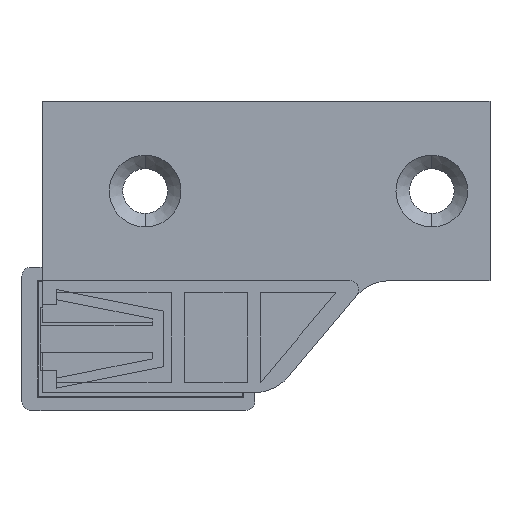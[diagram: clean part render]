
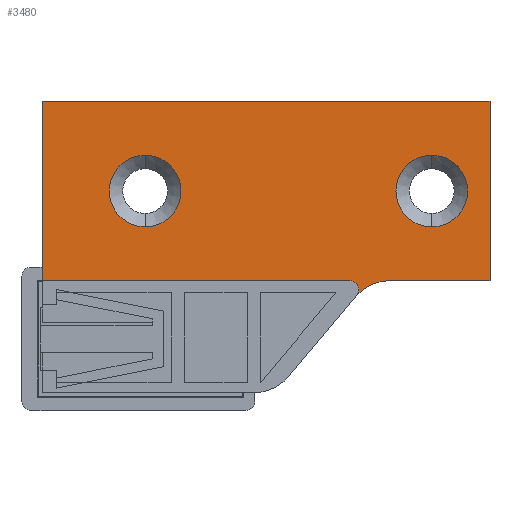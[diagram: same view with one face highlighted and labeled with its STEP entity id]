
A CAD part, left-side view. The second image highlights one B-rep face of the part: STEP entity #3480.
In plain terms, the highlighted face is planar.
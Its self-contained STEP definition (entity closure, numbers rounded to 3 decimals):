
#17 = EDGE_CURVE ( 'NONE', #1530, #3074, #4241, .T. ) ;
#42 = CARTESIAN_POINT ( 'NONE',  ( 25., -38.83, -1.75 ) ) ;
#63 = DIRECTION ( 'NONE',  ( 0., 0., 1. ) ) ;
#99 = AXIS2_PLACEMENT_3D ( 'NONE', #1683, #3970, #3620 ) ;
#105 = EDGE_CURVE ( 'NONE', #2363, #187, #3549, .T. ) ;
#125 = CARTESIAN_POINT ( 'NONE',  ( 0., -50., -1.75 ) ) ;
#187 = VERTEX_POINT ( 'NONE', #1442 ) ;
#224 = LINE ( 'NONE', #3448, #1684 ) ;
#234 = CARTESIAN_POINT ( 'NONE',  ( 14., -11.5, -1.75 ) ) ;
#238 = ORIENTED_EDGE ( 'NONE', *, *, #105, .T. ) ;
#276 = DIRECTION ( 'NONE',  ( 1., 0., 0. ) ) ;
#292 = DIRECTION ( 'NONE',  ( 1., 0., 0. ) ) ;
#350 = VECTOR ( 'NONE', #2892, 1000. ) ;
#391 = AXIS2_PLACEMENT_3D ( 'NONE', #2350, #3669, #4134 ) ;
#397 = AXIS2_PLACEMENT_3D ( 'NONE', #1067, #2378, #3380 ) ;
#413 = VERTEX_POINT ( 'NONE', #3017 ) ;
#414 = CARTESIAN_POINT ( 'NONE',  ( 0., 0., -1.75 ) ) ;
#461 = DIRECTION ( 'NONE',  ( -0.766, -0.643, 0. ) ) ;
#573 = LINE ( 'NONE', #3219, #350 ) ;
#583 = AXIS2_PLACEMENT_3D ( 'NONE', #125, #63, #823 ) ;
#634 = ORIENTED_EDGE ( 'NONE', *, *, #2508, .T. ) ;
#649 = AXIS2_PLACEMENT_3D ( 'NONE', #1360, #2999, #3298 ) ;
#738 = EDGE_CURVE ( 'NONE', #413, #3074, #573, .T. ) ;
#742 = CARTESIAN_POINT ( 'NONE',  ( 0., 0., -1.75 ) ) ;
#818 = CARTESIAN_POINT ( 'NONE',  ( 0., -50., -1.75 ) ) ;
#823 = DIRECTION ( 'NONE',  ( 1., 0., 0. ) ) ;
#825 = ORIENTED_EDGE ( 'NONE', *, *, #3287, .T. ) ;
#833 = ORIENTED_EDGE ( 'NONE', *, *, #1893, .F. ) ;
#890 = EDGE_CURVE ( 'NONE', #4130, #3518, #2241, .T. ) ;
#926 = VECTOR ( 'NONE', #3342, 1000. ) ;
#996 = CIRCLE ( 'NONE', #3965, 1. ) ;
#1067 = CARTESIAN_POINT ( 'NONE',  ( 10., -43.5, -1.75 ) ) ;
#1100 = FACE_BOUND ( 'NONE', #3439, .T. ) ;
#1120 = FACE_BOUND ( 'NONE', #1250, .T. ) ;
#1214 = ORIENTED_EDGE ( 'NONE', *, *, #2000, .T. ) ;
#1243 = DIRECTION ( 'NONE',  ( 0., 1., 0. ) ) ;
#1250 = EDGE_LOOP ( 'NONE', ( #825, #2919 ) ) ;
#1285 = ORIENTED_EDGE ( 'NONE', *, *, #1789, .F. ) ;
#1360 = CARTESIAN_POINT ( 'NONE',  ( 10., -11.5, -1.75 ) ) ;
#1442 = CARTESIAN_POINT ( 'NONE',  ( 6., -11.5, -1.75 ) ) ;
#1456 = ORIENTED_EDGE ( 'NONE', *, *, #3629, .F. ) ;
#1470 = VERTEX_POINT ( 'NONE', #3689 ) ;
#1486 = VERTEX_POINT ( 'NONE', #742 ) ;
#1530 = VERTEX_POINT ( 'NONE', #4177 ) ;
#1535 = ORIENTED_EDGE ( 'NONE', *, *, #3720, .F. ) ;
#1657 = EDGE_LOOP ( 'NONE', ( #1456, #1214, #833, #3555, #3451, #1535, #634, #1285 ) ) ;
#1683 = CARTESIAN_POINT ( 'NONE',  ( 10., -43.5, -1.75 ) ) ;
#1684 = VECTOR ( 'NONE', #1243, 1000. ) ;
#1789 = EDGE_CURVE ( 'NONE', #3220, #1486, #3041, .T. ) ;
#1840 = CARTESIAN_POINT ( 'NONE',  ( 14., -43.5, -1.75 ) ) ;
#1893 = EDGE_CURVE ( 'NONE', #1530, #1470, #1993, .T. ) ;
#1897 = CARTESIAN_POINT ( 'NONE',  ( 20., 0., -1.75 ) ) ;
#1993 = LINE ( 'NONE', #2015, #3893 ) ;
#2000 = EDGE_CURVE ( 'NONE', #4220, #1470, #996, .T. ) ;
#2015 = CARTESIAN_POINT ( 'NONE',  ( 1.625, -51.935, -1.75 ) ) ;
#2039 = AXIS2_PLACEMENT_3D ( 'NONE', #42, #2610, #276 ) ;
#2045 = DIRECTION ( 'NONE',  ( 0., 0., 1. ) ) ;
#2122 = DIRECTION ( 'NONE',  ( 0., 1., 0. ) ) ;
#2241 = CIRCLE ( 'NONE', #397, 4. ) ;
#2350 = CARTESIAN_POINT ( 'NONE',  ( 10., -11.5, -1.75 ) ) ;
#2363 = VERTEX_POINT ( 'NONE', #234 ) ;
#2378 = DIRECTION ( 'NONE',  ( 0., 0., 1. ) ) ;
#2481 = CARTESIAN_POINT ( 'NONE',  ( 20., -38.83, -1.75 ) ) ;
#2492 = CARTESIAN_POINT ( 'NONE',  ( 0., -50., -1.75 ) ) ;
#2505 = CIRCLE ( 'NONE', #649, 4. ) ;
#2508 = EDGE_CURVE ( 'NONE', #3609, #1486, #2834, .T. ) ;
#2610 = DIRECTION ( 'NONE',  ( 0., 0., 1. ) ) ;
#2630 = ORIENTED_EDGE ( 'NONE', *, *, #3311, .T. ) ;
#2741 = PLANE ( 'NONE',  #583 ) ;
#2834 = LINE ( 'NONE', #818, #3708 ) ;
#2892 = DIRECTION ( 'NONE',  ( 0., 1., 0. ) ) ;
#2897 = LINE ( 'NONE', #3899, #4027 ) ;
#2919 = ORIENTED_EDGE ( 'NONE', *, *, #890, .T. ) ;
#2999 = DIRECTION ( 'NONE',  ( 0., 0., 1. ) ) ;
#3017 = CARTESIAN_POINT ( 'NONE',  ( 20., -50., -1.75 ) ) ;
#3041 = LINE ( 'NONE', #414, #926 ) ;
#3074 = VERTEX_POINT ( 'NONE', #2481 ) ;
#3219 = CARTESIAN_POINT ( 'NONE',  ( 20., -50., -1.75 ) ) ;
#3220 = VERTEX_POINT ( 'NONE', #1897 ) ;
#3287 = EDGE_CURVE ( 'NONE', #3518, #4130, #3821, .T. ) ;
#3298 = DIRECTION ( 'NONE',  ( 1., 0., 0. ) ) ;
#3311 = EDGE_CURVE ( 'NONE', #187, #2363, #2505, .T. ) ;
#3342 = DIRECTION ( 'NONE',  ( -1., 0., 0. ) ) ;
#3380 = DIRECTION ( 'NONE',  ( 1., 0., 0. ) ) ;
#3411 = CARTESIAN_POINT ( 'NONE',  ( 6., -43.5, -1.75 ) ) ;
#3439 = EDGE_LOOP ( 'NONE', ( #2630, #238 ) ) ;
#3448 = CARTESIAN_POINT ( 'NONE',  ( 20., -50., -1.75 ) ) ;
#3451 = ORIENTED_EDGE ( 'NONE', *, *, #738, .F. ) ;
#3480 = ADVANCED_FACE ( 'NONE', ( #1120, #1100, #3716 ), #2741, .F. ) ;
#3518 = VERTEX_POINT ( 'NONE', #3411 ) ;
#3549 = CIRCLE ( 'NONE', #391, 4. ) ;
#3555 = ORIENTED_EDGE ( 'NONE', *, *, #17, .T. ) ;
#3609 = VERTEX_POINT ( 'NONE', #2492 ) ;
#3620 = DIRECTION ( 'NONE',  ( 1., 0., 0. ) ) ;
#3629 = EDGE_CURVE ( 'NONE', #4220, #3220, #224, .T. ) ;
#3636 = CARTESIAN_POINT ( 'NONE',  ( 21., -34.354, -1.75 ) ) ;
#3651 = CARTESIAN_POINT ( 'NONE',  ( 20., -34.354, -1.75 ) ) ;
#3669 = DIRECTION ( 'NONE',  ( 0., 0., 1. ) ) ;
#3689 = CARTESIAN_POINT ( 'NONE',  ( 21.643, -35.12, -1.75 ) ) ;
#3708 = VECTOR ( 'NONE', #2122, 1000. ) ;
#3716 = FACE_OUTER_BOUND ( 'NONE', #1657, .T. ) ;
#3720 = EDGE_CURVE ( 'NONE', #3609, #413, #2897, .T. ) ;
#3821 = CIRCLE ( 'NONE', #99, 4. ) ;
#3893 = VECTOR ( 'NONE', #461, 1000. ) ;
#3899 = CARTESIAN_POINT ( 'NONE',  ( 0., -50., -1.75 ) ) ;
#3965 = AXIS2_PLACEMENT_3D ( 'NONE', #3636, #2045, #4023 ) ;
#3970 = DIRECTION ( 'NONE',  ( 0., 0., 1. ) ) ;
#4023 = DIRECTION ( 'NONE',  ( 1., 0., 0. ) ) ;
#4027 = VECTOR ( 'NONE', #292, 1000. ) ;
#4130 = VERTEX_POINT ( 'NONE', #1840 ) ;
#4134 = DIRECTION ( 'NONE',  ( 1., 0., 0. ) ) ;
#4177 = CARTESIAN_POINT ( 'NONE',  ( 21.784, -35.001, -1.75 ) ) ;
#4220 = VERTEX_POINT ( 'NONE', #3651 ) ;
#4241 = CIRCLE ( 'NONE', #2039, 5. ) ;
